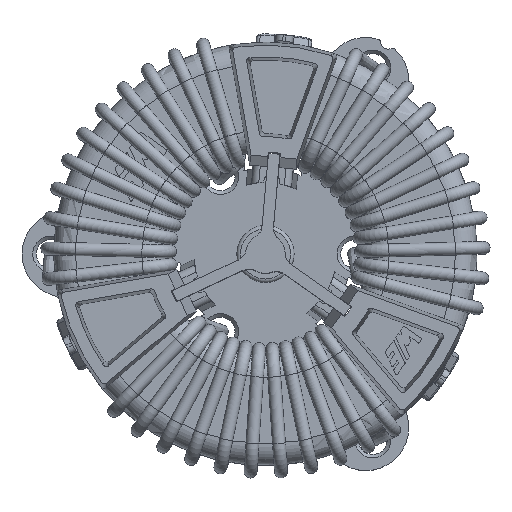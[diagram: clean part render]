
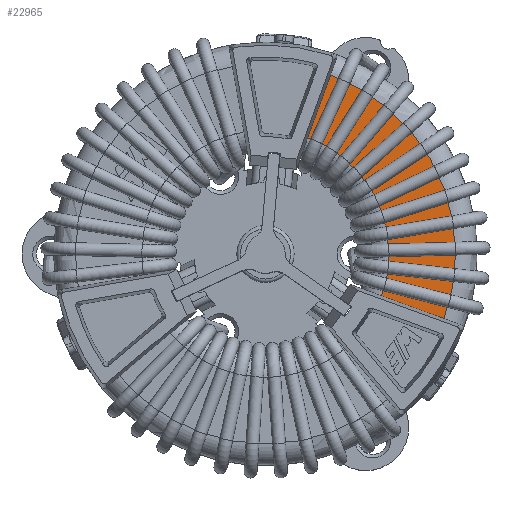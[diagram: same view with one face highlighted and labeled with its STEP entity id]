
A CAD part, top view. The second image highlights one B-rep face of the part: STEP entity #22965.
In plain terms, the highlighted face is planar.
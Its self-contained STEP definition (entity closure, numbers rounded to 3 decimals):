
#642=LINE('',#50714,#1969);
#643=LINE('',#50716,#1970);
#1969=VECTOR('',#28114,1000.);
#1970=VECTOR('',#28115,1000.);
#5526=ORIENTED_EDGE('',*,*,#10056,.F.);
#5527=ORIENTED_EDGE('',*,*,#10053,.F.);
#5528=ORIENTED_EDGE('',*,*,#10057,.F.);
#5529=ORIENTED_EDGE('',*,*,#10058,.F.);
#10053=EDGE_CURVE('',#12166,#12167,#14016,.T.);
#10056=EDGE_CURVE('',#12167,#12494,#642,.T.);
#10057=EDGE_CURVE('',#12495,#12166,#643,.T.);
#10058=EDGE_CURVE('',#12494,#12495,#14018,.T.);
#12166=VERTEX_POINT('',#49472);
#12167=VERTEX_POINT('',#49476);
#12494=VERTEX_POINT('',#50715);
#12495=VERTEX_POINT('',#50717);
#14016=CIRCLE('',#24584,26.55);
#14018=CIRCLE('',#24587,17.25);
#15329=EDGE_LOOP('',(#5526,#5527,#5528,#5529));
#16889=FACE_BOUND('',#15329,.T.);
#17788=PLANE('',#24586);
#22965=ADVANCED_FACE('',(#16889),#17788,.F.);
#24584=AXIS2_PLACEMENT_3D('',#50699,#28108,#28109);
#24586=AXIS2_PLACEMENT_3D('',#50713,#28112,#28113);
#24587=AXIS2_PLACEMENT_3D('',#50718,#28116,#28117);
#28108=DIRECTION('',(0.,-1.,0.));
#28109=DIRECTION('',(0.342,0.,-0.94));
#28112=DIRECTION('',(0.,-1.,0.));
#28113=DIRECTION('',(0.819,0.,0.574));
#28114=DIRECTION('',(-0.94,0.,-0.342));
#28115=DIRECTION('',(0.342,0.,-0.94));
#28116=DIRECTION('',(0.,1.,0.));
#28117=DIRECTION('',(0.94,0.,0.342));
#49472=CARTESIAN_POINT('',(9.081,27.5,-24.949));
#49476=CARTESIAN_POINT('',(24.949,27.5,9.081));
#50699=CARTESIAN_POINT('',(0.,27.5,0.));
#50713=CARTESIAN_POINT('',(0.,27.5,0.));
#50714=CARTESIAN_POINT('',(24.949,27.5,9.081));
#50715=CARTESIAN_POINT('',(16.21,27.5,5.9));
#50716=CARTESIAN_POINT('',(5.9,27.5,-16.21));
#50717=CARTESIAN_POINT('',(5.9,27.5,-16.21));
#50718=CARTESIAN_POINT('',(0.,27.5,0.));
